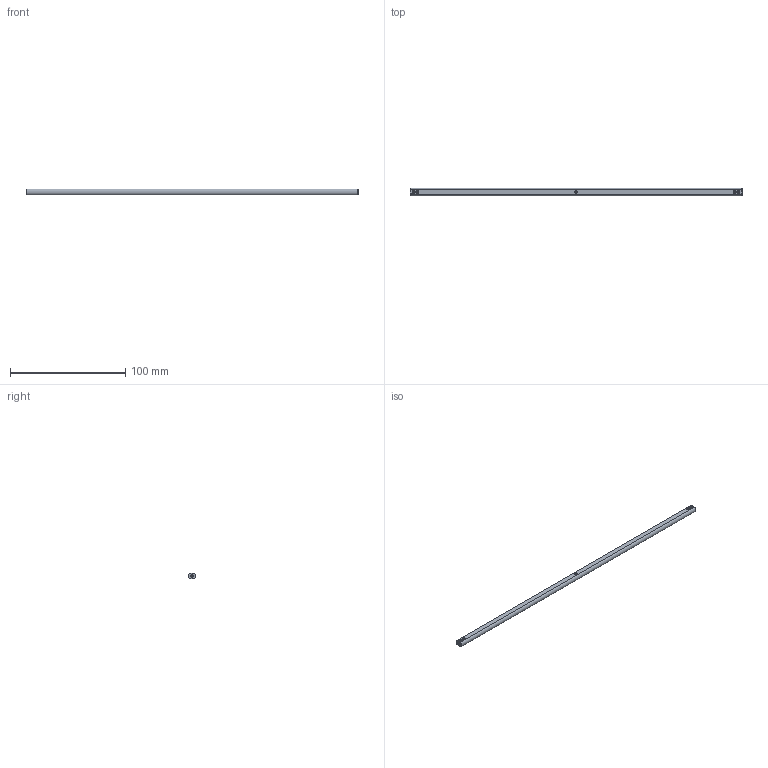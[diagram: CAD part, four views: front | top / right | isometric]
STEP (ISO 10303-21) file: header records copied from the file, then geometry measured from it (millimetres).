
FILE_DESCRIPTION(('FreeCAD Model'),'2;1');
FILE_NAME('Open CASCADE Shape Model','2024-02-04T23:50:32',(''),(''), 'Open CASCADE STEP processor 7.6','FreeCAD','Unknown');
FILE_SCHEMA(('AUTOMOTIVE_DESIGN { 1 0 10303 214 1 1 1 1 }'));
Length unit declared in the file: millimetre
Products named in the file (1): Shaft PLN BU23.00 - SPN-SFT-0092 (stemfie.org)
Bounding box: 287.5 x 6.6 x 5 mm (x, y, z)
Volume: 7519.1 mm3; surface area: 7628 mm2
Topology: 1 solids, 1 shells, 519 faces, 1456 edges, 960 vertices
Faces by surface type: plane 305, extrusion 178, cylinder 20, cone 16
Full cylindrical faces by diameter (mm): 2 x14
Entity records: 36180 total; most frequent: CARTESIAN_POINT 8272, DIRECTION 4498, VECTOR 3630, LINE 3452, ORIENTED_EDGE 2912, PCURVE 2912, DEFINITIONAL_REPRESENTATION 2912, EDGE_CURVE 1456
